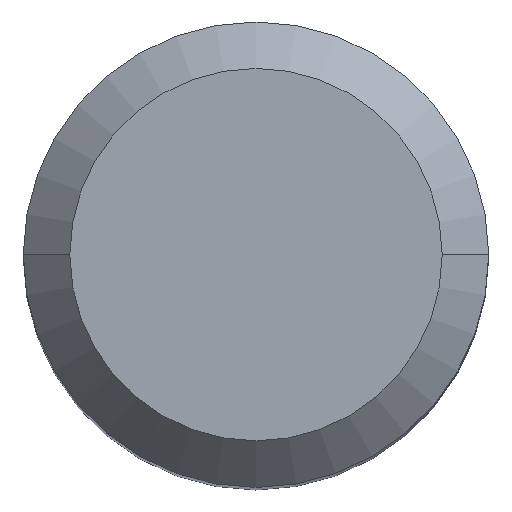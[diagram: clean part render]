
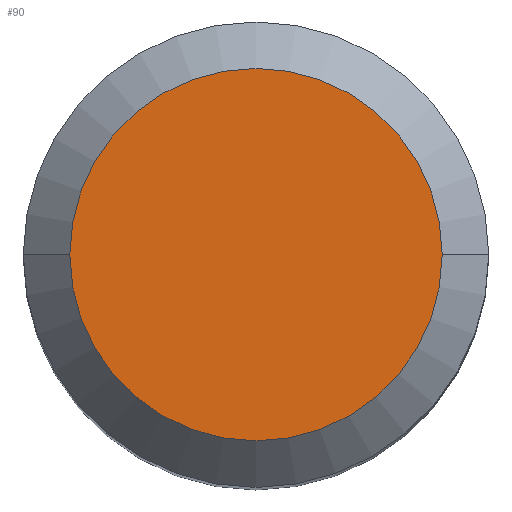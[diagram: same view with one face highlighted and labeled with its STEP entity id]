
A CAD part, top view. The second image highlights one B-rep face of the part: STEP entity #90.
In plain terms, the highlighted planar face has unit normal (0, 0, 1).
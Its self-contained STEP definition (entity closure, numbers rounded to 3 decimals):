
#4 = PLANE ( 'NONE',  #115 ) ;
#11 = AXIS2_PLACEMENT_3D ( 'NONE', #209, #103, #165 ) ;
#20 = DIRECTION ( 'NONE',  ( 0., 0., 1. ) ) ;
#21 = CARTESIAN_POINT ( 'NONE',  ( 1.2, 0., 10. ) ) ;
#29 = CIRCLE ( 'NONE', #31, 1.2 ) ;
#31 = AXIS2_PLACEMENT_3D ( 'NONE', #109, #143, #85 ) ;
#42 = ORIENTED_EDGE ( 'NONE', *, *, #178, .T. ) ;
#43 = EDGE_CURVE ( 'NONE', #61, #119, #29, .T. ) ;
#56 = ORIENTED_EDGE ( 'NONE', *, *, #43, .T. ) ;
#61 = VERTEX_POINT ( 'NONE', #153 ) ;
#85 = DIRECTION ( 'NONE',  ( 1., 0., 0. ) ) ;
#90 = ADVANCED_FACE ( 'NONE', ( #100 ), #4, .T. ) ;
#94 = CIRCLE ( 'NONE', #11, 1.2 ) ;
#100 = FACE_OUTER_BOUND ( 'NONE', #221, .T. ) ;
#103 = DIRECTION ( 'NONE',  ( 0., 0., 1. ) ) ;
#109 = CARTESIAN_POINT ( 'NONE',  ( 0., 0., 10. ) ) ;
#115 = AXIS2_PLACEMENT_3D ( 'NONE', #175, #20, #160 ) ;
#119 = VERTEX_POINT ( 'NONE', #21 ) ;
#143 = DIRECTION ( 'NONE',  ( 0., 0., 1. ) ) ;
#153 = CARTESIAN_POINT ( 'NONE',  ( -1.2, 0., 10. ) ) ;
#160 = DIRECTION ( 'NONE',  ( 1., 0., 0. ) ) ;
#165 = DIRECTION ( 'NONE',  ( 1., 0., 0. ) ) ;
#175 = CARTESIAN_POINT ( 'NONE',  ( 0., 0., 10. ) ) ;
#178 = EDGE_CURVE ( 'NONE', #119, #61, #94, .T. ) ;
#209 = CARTESIAN_POINT ( 'NONE',  ( 0., 0., 10. ) ) ;
#221 = EDGE_LOOP ( 'NONE', ( #56, #42 ) ) ;
